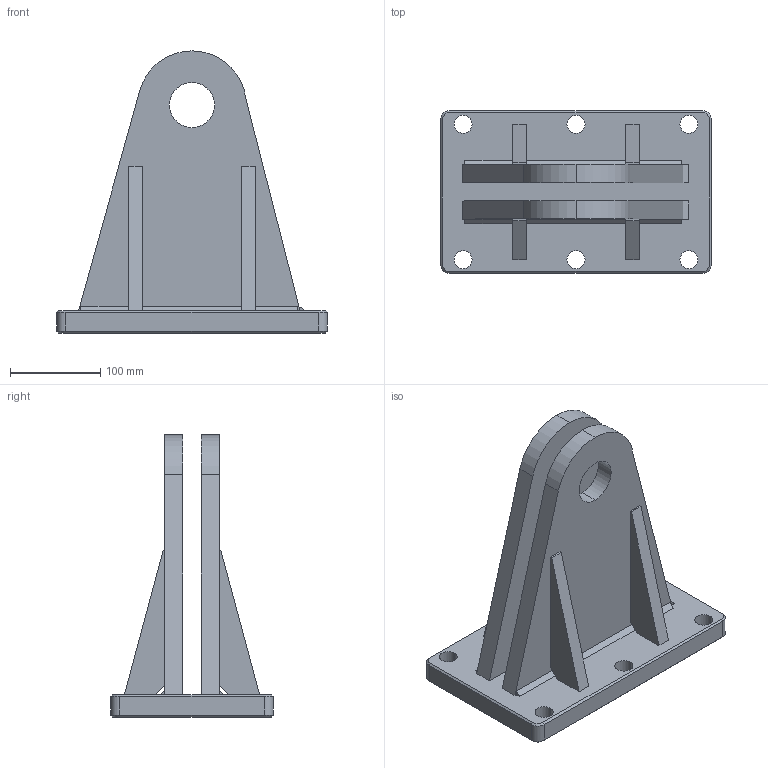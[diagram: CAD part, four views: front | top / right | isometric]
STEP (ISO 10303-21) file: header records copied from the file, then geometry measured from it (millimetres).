
FILE_DESCRIPTION (( 'STEP AP203' ), '1' );
FILE_NAME ('Part1_Default_sldprt.STEP', '2023-12-04T05:56:16', ( '' ), ( '' ), 'SwSTEP 2.0', 'SolidWorks 2018', '' );
FILE_SCHEMA (( 'CONFIG_CONTROL_DESIGN' ));
Length unit declared in the file: inch
Products named in the file (1): Part1_Default_sldprt
Bounding box: 300 x 180 x 312.5 mm (x, y, z)
Volume: 3351252 mm3; surface area: 378701.2 mm2
Topology: 5 solids, 5 shells, 94 faces, 230 edges, 148 vertices
Faces by surface type: plane 62, cylinder 24, cone 8
Entity records: 2861 total; most frequent: DIRECTION 476, CARTESIAN_POINT 473, ORIENTED_EDGE 460, EDGE_CURVE 230, LINE 174, VECTOR 174, AXIS2_PLACEMENT_3D 151, VERTEX_POINT 148
